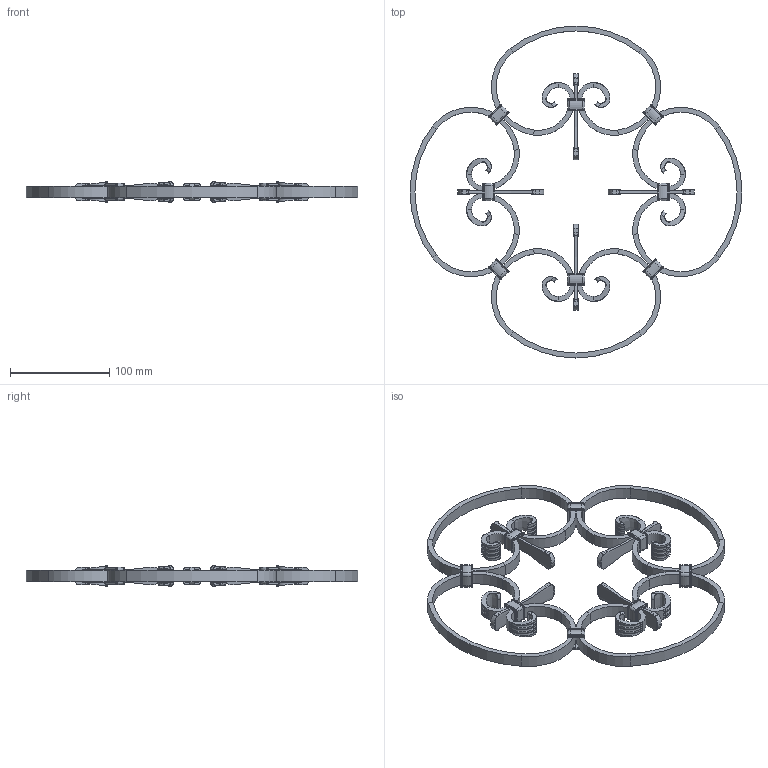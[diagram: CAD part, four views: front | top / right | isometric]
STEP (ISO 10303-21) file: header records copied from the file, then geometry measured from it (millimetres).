
FILE_DESCRIPTION (( 'STEP AP203' ), '1' );
FILE_NAME ('3040.STEP', '2024-04-29T05:42:01', ( '' ), ( '' ), 'SwSTEP 2.0', 'SolidWorks 2018', '' );
FILE_SCHEMA (( 'CONFIG_CONTROL_DESIGN' ));
Length unit declared in the file: millimetre
Products named in the file (1): 3040
Bounding box: 335 x 335 x 20.6 mm (x, y, z)
Volume: 172930 mm3; surface area: 108184.7 mm2
Topology: 12 solids, 12 shells, 1728 faces, 3818 edges, 2108 vertices
Faces by surface type: plane 608, cylinder 592, torus 288, bspline 240
Entity records: 67157 total; most frequent: CARTESIAN_POINT 30727, ORIENTED_EDGE 7636, DIRECTION 7540, EDGE_CURVE 3818, AXIS2_PLACEMENT_3D 2889, VERTEX_POINT 2108, VECTOR 1762, LINE 1762
